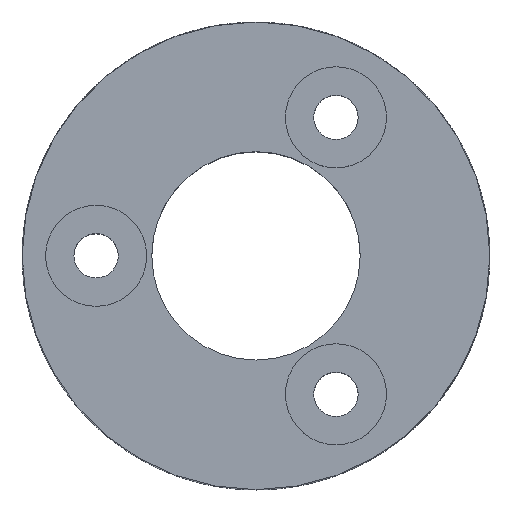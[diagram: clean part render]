
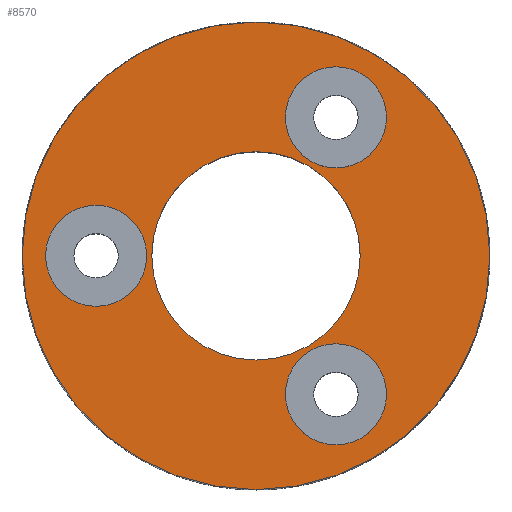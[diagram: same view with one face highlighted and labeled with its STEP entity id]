
A CAD part, top view. The second image highlights one B-rep face of the part: STEP entity #8570.
In plain terms, the highlighted planar face has unit normal (0, 0, 1).
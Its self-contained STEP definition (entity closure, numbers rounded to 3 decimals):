
#461=FACE_BOUND('',#1375,.T.);
#462=FACE_BOUND('',#1376,.T.);
#463=FACE_BOUND('',#1377,.T.);
#464=FACE_BOUND('',#1378,.T.);
#612=PLANE('',#9976);
#774=FACE_OUTER_BOUND('',#1374,.T.);
#1374=EDGE_LOOP('',(#6953));
#1375=EDGE_LOOP('',(#6954));
#1376=EDGE_LOOP('',(#6955));
#1377=EDGE_LOOP('',(#6956));
#1378=EDGE_LOOP('',(#6957));
#2644=CIRCLE('',#8955,10.1);
#2648=CIRCLE('',#8961,22.67);
#3149=CIRCLE('',#9534,4.9);
#3151=CIRCLE('',#9538,4.9);
#3153=CIRCLE('',#9542,4.9);
#3531=VERTEX_POINT('',#13650);
#3537=VERTEX_POINT('',#13666);
#4109=VERTEX_POINT('',#14955);
#4111=VERTEX_POINT('',#14962);
#4113=VERTEX_POINT('',#14969);
#4426=EDGE_CURVE('',#3531,#3531,#2644,.T.);
#4434=EDGE_CURVE('',#3537,#3537,#2648,.T.);
#5079=EDGE_CURVE('',#4109,#4109,#3149,.T.);
#5082=EDGE_CURVE('',#4111,#4111,#3151,.T.);
#5085=EDGE_CURVE('',#4113,#4113,#3153,.T.);
#6953=ORIENTED_EDGE('',*,*,#4434,.T.);
#6954=ORIENTED_EDGE('',*,*,#5079,.T.);
#6955=ORIENTED_EDGE('',*,*,#5082,.T.);
#6956=ORIENTED_EDGE('',*,*,#5085,.T.);
#6957=ORIENTED_EDGE('',*,*,#4426,.T.);
#8570=ADVANCED_FACE('',(#774,#461,#462,#463,#464),#612,.T.);
#8955=AXIS2_PLACEMENT_3D('',#13652,#10395,#10396);
#8961=AXIS2_PLACEMENT_3D('',#13668,#10411,#10412);
#9534=AXIS2_PLACEMENT_3D('',#14957,#11701,#11702);
#9538=AXIS2_PLACEMENT_3D('',#14964,#11710,#11711);
#9542=AXIS2_PLACEMENT_3D('',#14971,#11719,#11720);
#9976=AXIS2_PLACEMENT_3D('',#15693,#12587,#12588);
#10395=DIRECTION('center_axis',(0.,0.,
-1.));
#10396=DIRECTION('ref_axis',(1.,0.,0.));
#10411=DIRECTION('center_axis',(0.,0.,
1.));
#10412=DIRECTION('ref_axis',(-1.,0.,0.));
#11701=DIRECTION('center_axis',(0.,0.,
-1.));
#11702=DIRECTION('ref_axis',(-1.,0.,0.));
#11710=DIRECTION('center_axis',(0.,0.,
-1.));
#11711=DIRECTION('ref_axis',(-1.,0.,0.));
#11719=DIRECTION('center_axis',(0.,0.,
-1.));
#11720=DIRECTION('ref_axis',(-1.,0.,0.));
#12587=DIRECTION('center_axis',(0.,0.,
1.));
#12588=DIRECTION('ref_axis',(-1.,0.,0.));
#13650=CARTESIAN_POINT('',(-10.1,2.5,36.791));
#13652=CARTESIAN_POINT('Origin',(0.,2.5,36.791));
#13666=CARTESIAN_POINT('',(-22.67,2.5,36.791));
#13668=CARTESIAN_POINT('Origin',(0.,2.5,
36.791));
#14955=CARTESIAN_POINT('',(12.65,15.923,36.791));
#14957=CARTESIAN_POINT('Origin',(7.75,15.923,36.791));
#14962=CARTESIAN_POINT('',(12.65,-10.923,36.791));
#14964=CARTESIAN_POINT('Origin',(7.75,-10.923,36.791));
#14969=CARTESIAN_POINT('',(-10.6,2.5,36.791));
#14971=CARTESIAN_POINT('Origin',(-15.5,2.5,36.791));
#15693=CARTESIAN_POINT('Origin',(0.,2.5,
36.791));
